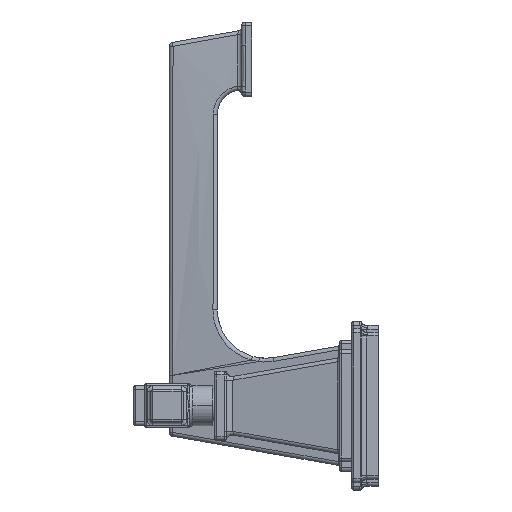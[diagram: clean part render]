
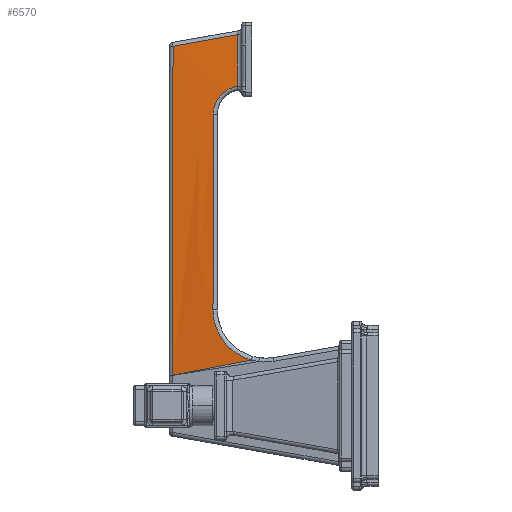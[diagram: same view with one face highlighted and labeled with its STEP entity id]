
A CAD part, left-side view. The second image highlights one B-rep face of the part: STEP entity #6570.
In plain terms, the highlighted free-form (B-spline) face has degree [3, 3] with [4, 4] control points.
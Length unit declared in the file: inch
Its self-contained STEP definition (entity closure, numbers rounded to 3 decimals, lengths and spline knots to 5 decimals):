
#1644=CARTESIAN_POINT('',(-0.46465,3.19015,
5.5919));
#1645=CARTESIAN_POINT('',(-0.46566,3.19128,
5.02836));
#1646=CARTESIAN_POINT('',(-0.46774,3.19356,
3.8979));
#1647=CARTESIAN_POINT('',(-0.47051,3.19702,
2.19686));
#1648=CARTESIAN_POINT('',(-0.47215,3.19929,
1.0498));
#1649=CARTESIAN_POINT('',(-0.47299,3.20043,
0.4738));
#1923=CARTESIAN_POINT('',(-0.56334,2.56887,
1.49166));
#1924=CARTESIAN_POINT('',(-0.55551,2.56819,
1.83271));
#1925=CARTESIAN_POINT('',(-0.5399,2.56683,
2.51295));
#1926=CARTESIAN_POINT('',(-0.51653,2.56479,
3.52674));
#1927=CARTESIAN_POINT('',(-0.50094,2.56343,
4.20033));
#1928=CARTESIAN_POINT('',(-0.49316,2.56275,
4.53639));
#1942=CARTESIAN_POINT('',(-0.68842,1.9732,
0.71119));
#1943=CARTESIAN_POINT('',(-0.68427,1.99449,
0.71694));
#1944=CARTESIAN_POINT('',(-0.676,2.03668,
0.73021));
#1945=CARTESIAN_POINT('',(-0.66382,2.09835,
0.75536));
#1946=CARTESIAN_POINT('',(-0.65201,2.15777,
0.78553));
#1947=CARTESIAN_POINT('',(-0.64069,2.21444,
0.82046));
#1948=CARTESIAN_POINT('',(-0.62995,2.26786,
0.85983));
#1949=CARTESIAN_POINT('',(-0.61987,2.31777,
0.90336));
#1950=CARTESIAN_POINT('',(-0.6105,2.36387,
0.95079));
#1951=CARTESIAN_POINT('',(-0.60189,2.40587,
1.00175));
#1952=CARTESIAN_POINT('',(-0.59409,2.44351,
1.05589));
#1953=CARTESIAN_POINT('',(-0.58712,2.47656,
1.11286));
#1954=CARTESIAN_POINT('',(-0.581,2.50483,
1.17229));
#1955=CARTESIAN_POINT('',(-0.57573,2.5282,
1.23385));
#1956=CARTESIAN_POINT('',(-0.57132,2.54651,
1.29727));
#1957=CARTESIAN_POINT('',(-0.56776,2.55959,
1.3619));
#1958=CARTESIAN_POINT('',(-0.56506,2.56729,
1.42702));
#1959=CARTESIAN_POINT('',(-0.56383,2.56891,
1.4702));
#1960=CARTESIAN_POINT('',(-0.56334,2.56887,
1.49166));
#1974=CARTESIAN_POINT('',(-0.49577,2.18286,
4.96858));
#1975=CARTESIAN_POINT('',(-0.49537,2.19584,
4.96686));
#1976=CARTESIAN_POINT('',(-0.49462,2.22137,
4.96235));
#1977=CARTESIAN_POINT('',(-0.49365,2.25848,
4.95228));
#1978=CARTESIAN_POINT('',(-0.49283,2.29402,
4.93922));
#1979=CARTESIAN_POINT('',(-0.49214,2.32782,
4.9234));
#1980=CARTESIAN_POINT('',(-0.49157,2.35965,
4.90505));
#1981=CARTESIAN_POINT('',(-0.49111,2.38945,
4.88439));
#1982=CARTESIAN_POINT('',(-0.49076,2.41722,
4.86154));
#1983=CARTESIAN_POINT('',(-0.49051,2.44291,
4.83662));
#1984=CARTESIAN_POINT('',(-0.49035,2.46642,
4.80975));
#1985=CARTESIAN_POINT('',(-0.4903,2.48768,
4.78104));
#1986=CARTESIAN_POINT('',(-0.49034,2.50659,
4.75058));
#1987=CARTESIAN_POINT('',(-0.49049,2.52305,
4.71847));
#1988=CARTESIAN_POINT('',(-0.49075,2.53696,
4.68472));
#1989=CARTESIAN_POINT('',(-0.49113,2.54815,
4.64941));
#1990=CARTESIAN_POINT('',(-0.49165,2.55639,
4.61276));
#1991=CARTESIAN_POINT('',(-0.4923,2.56153,
4.57499));
#1992=CARTESIAN_POINT('',(-0.49286,2.56271,
4.54935));
#1993=CARTESIAN_POINT('',(-0.49316,2.56275,
4.53639));
#1995=CARTESIAN_POINT('',(-0.68842,1.9732,
0.71119));
#1996=CARTESIAN_POINT('',(-0.66457,2.1096,
0.68481));
#1997=CARTESIAN_POINT('',(-0.61681,2.38238,
0.63206));
#1998=CARTESIAN_POINT('',(-0.54497,2.79156,
0.5529));
#1999=CARTESIAN_POINT('',(-0.49702,3.06416,
0.50016));
#2000=CARTESIAN_POINT('',(-0.47299,3.20043,
0.4738));
#2014=CARTESIAN_POINT('',(-0.49577,2.18286,
4.96858));
#2015=CARTESIAN_POINT('',(-0.49253,2.18304,
5.05782));
#2016=CARTESIAN_POINT('',(-0.48604,2.1834,
5.23627));
#2017=CARTESIAN_POINT('',(-0.47633,2.18395,
5.50383));
#2018=CARTESIAN_POINT('',(-0.46986,2.18432,
5.68218));
#2019=CARTESIAN_POINT('',(-0.46663,2.1845,
5.77134));
#2120=CARTESIAN_POINT('',(-0.46663,2.1845,
5.77134));
#2122=CARTESIAN_POINT('',(-0.46663,2.1845,
5.77134));
#2123=CARTESIAN_POINT('',(-0.46641,2.2963,
5.75139));
#2124=CARTESIAN_POINT('',(-0.46597,2.51987,
5.7115));
#2125=CARTESIAN_POINT('',(-0.46529,2.85504,
5.65169));
#2126=CARTESIAN_POINT('',(-0.46487,3.07845,
5.61183));
#2127=CARTESIAN_POINT('',(-0.46465,3.19015,
5.5919));
#3146=VERTEX_POINT('',#2120);
#3147=VERTEX_POINT('',#2127);
#3148=VERTEX_POINT('',#2014);
#3149=VERTEX_POINT('',#1993);
#3150=VERTEX_POINT('',#1923);
#3151=VERTEX_POINT('',#1942);
#3152=VERTEX_POINT('',#2000);
#6541=CARTESIAN_POINT('',(-0.68933,1.9732,
0.69019));
#6542=CARTESIAN_POINT('',(-0.61524,1.9732,
2.39633));
#6543=CARTESIAN_POINT('',(-0.54114,1.9732,
4.10246));
#6544=CARTESIAN_POINT('',(-0.46705,1.9732,
5.8086));
#6545=CARTESIAN_POINT('',(-0.61721,2.38228,
0.61806));
#6546=CARTESIAN_POINT('',(-0.56688,2.38228,
2.32419));
#6547=CARTESIAN_POINT('',(-0.51656,2.38228,
4.03033));
#6548=CARTESIAN_POINT('',(-0.46623,2.38228,
5.73646));
#6549=CARTESIAN_POINT('',(-0.54509,2.79135,
0.54593));
#6550=CARTESIAN_POINT('',(-0.51853,2.79135,
2.25206));
#6551=CARTESIAN_POINT('',(-0.49197,2.79135,
3.9582));
#6552=CARTESIAN_POINT('',(-0.46541,2.79135,
5.66433));
#6553=CARTESIAN_POINT('',(-0.47297,3.20043,
0.4738));
#6554=CARTESIAN_POINT('',(-0.47018,3.20043,
2.17993));
#6555=CARTESIAN_POINT('',(-0.46739,3.20043,
3.88607));
#6556=CARTESIAN_POINT('',(-0.4646,3.20043,
5.5922));
#6557=B_SPLINE_SURFACE_WITH_KNOTS('',3,3,((#6541,#6542,#6543,#6544),(#6545,
#6546,#6547,#6548),(#6549,#6550,#6551,#6552),(#6553,#6554,#6555,#6556)),
.UNSPECIFIED.,.F.,.F.,.F.,(4,4),(4,4),(0.,1.),(
0.,1.),.UNSPECIFIED.);
#6559=ORIENTED_EDGE('',*,*,#6558,.F.);
#6561=ORIENTED_EDGE('',*,*,#6560,.T.);
#6562=ORIENTED_EDGE('',*,*,#6461,.F.);
#6563=ORIENTED_EDGE('',*,*,#6535,.F.);
#6564=ORIENTED_EDGE('',*,*,#6022,.T.);
#6565=ORIENTED_EDGE('',*,*,#6081,.F.);
#6567=ORIENTED_EDGE('',*,*,#6566,.F.);
#6568=EDGE_LOOP('',(#6559,#6561,#6562,#6563,#6564,#6565,#6567));
#6569=FACE_OUTER_BOUND('',#6568,.F.);
#6570=ADVANCED_FACE('',(#6569),#6557,.F.);
#1650=B_SPLINE_CURVE_WITH_KNOTS('',3,(#1644,#1645,#1646,#1647,#1648,#1649),
.UNSPECIFIED.,.F.,.F.,(4,1,1,4),(0.,0.33333,0.66667,1.),
.UNSPECIFIED.);
#1929=B_SPLINE_CURVE_WITH_KNOTS('',3,(#1923,#1924,#1925,#1926,#1927,#1928),
.UNSPECIFIED.,.F.,.F.,(4,1,1,4),(0.,0.33333,0.66667,1.),
.UNSPECIFIED.);
#1961=B_SPLINE_CURVE_WITH_KNOTS('',3,(#1942,#1943,#1944,#1945,#1946,#1947,#1948,
#1949,#1950,#1951,#1952,#1953,#1954,#1955,#1956,#1957,#1958,#1959,#1960),
.UNSPECIFIED.,.F.,.F.,(4,1,1,1,1,1,1,1,1,1,1,1,1,1,1,1,4),(0.,0.0625,0.125,
0.1875,0.25,0.3125,0.375,0.4375,0.5,0.5625,0.625,0.6875,
0.75,0.8125,0.875,0.9375,1.),.UNSPECIFIED.);
#1994=B_SPLINE_CURVE_WITH_KNOTS('',3,(#1974,#1975,#1976,#1977,#1978,#1979,#1980,
#1981,#1982,#1983,#1984,#1985,#1986,#1987,#1988,#1989,#1990,#1991,#1992,#1993),
.UNSPECIFIED.,.F.,.F.,(4,1,1,1,1,1,1,1,1,1,1,1,1,1,1,1,1,4),(0.,
0.05882,0.11765,0.17647,0.23529,
0.29412,0.35294,0.41176,0.47059,
0.52941,0.58824,0.64706,0.70588,
0.76471,0.82353,0.88235,0.94118,1.),
.UNSPECIFIED.);
#2001=B_SPLINE_CURVE_WITH_KNOTS('',3,(#1995,#1996,#1997,#1998,#1999,#2000),
.UNSPECIFIED.,.F.,.F.,(4,1,1,4),(0.,0.33333,0.66667,1.),
.UNSPECIFIED.);
#2020=B_SPLINE_CURVE_WITH_KNOTS('',3,(#2014,#2015,#2016,#2017,#2018,#2019),
.UNSPECIFIED.,.F.,.F.,(4,1,1,4),(0.,0.33333,0.66667,1.),
.UNSPECIFIED.);
#2128=B_SPLINE_CURVE_WITH_KNOTS('',3,(#2122,#2123,#2124,#2125,#2126,#2127),
.UNSPECIFIED.,.F.,.F.,(4,1,1,4),(0.,0.33333,0.66667,1.),
.UNSPECIFIED.);
#6022=EDGE_CURVE('',#3151,#3152,#2001,.T.);
#6081=EDGE_CURVE('',#3147,#3152,#1650,.T.);
#6461=EDGE_CURVE('',#3150,#3149,#1929,.T.);
#6535=EDGE_CURVE('',#3151,#3150,#1961,.T.);
#6558=EDGE_CURVE('',#3148,#3146,#2020,.T.);
#6560=EDGE_CURVE('',#3148,#3149,#1994,.T.);
#6566=EDGE_CURVE('',#3146,#3147,#2128,.T.);
